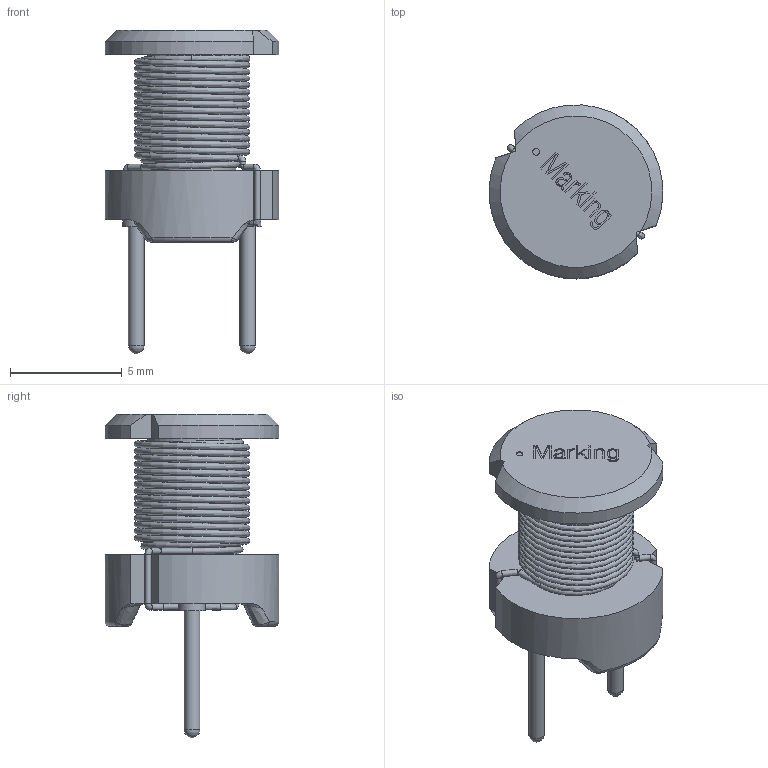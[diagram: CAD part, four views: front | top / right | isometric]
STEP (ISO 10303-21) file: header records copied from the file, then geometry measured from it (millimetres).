
FILE_DESCRIPTION(/* description */ ('Unknown'),/* implementation_level */ '2;1');
FILE_NAME(/* name */ 'L_Wurth_WE-TI_8095',/* time_stamp */ '2022-03-07T14:16:03+08:00',/* author */ ('Unknown'),/* organization */ ('Unknown'),/* preprocessor_version */ 'ST-DEVELOPER v16.7',/* originating_system */ 'Solid Edge',/* authorisation */ 'Unknown');
FILE_SCHEMA (('AUTOMOTIVE_DESIGN {1 0 10303 214 3 1 1}'));
Length unit declared in the file: millimetre
Products named in the file (2): L_Wurth_WE-TI_8095
Assembly tree (1 placements, depth 2):
  L_Wurth_WE-TI_8095
    L_Wurth_WE-TI_8095
Bounding box: 7.79 x 7.8 x 14.5 mm (x, y, z)
Volume: 259.1 mm3; surface area: 743 mm2
Topology: 1 solids, 1 shells, 153 faces, 386 edges, 250 vertices
Faces by surface type: plane 88, bspline 34, cylinder 21, torus 6, cone 2, sphere 2
Full cylindrical faces by diameter (mm): 0.27 x4, 0.271 x3, 0.3 x1, 0.7 x2, 1.2 x2, 4 x1
Entity records: 9884 total; most frequent: CARTESIAN_POINT 5486, ORIENTED_EDGE 684, DIRECTION 578, EDGE_CURVE 342, VERTEX_POINT 236, LINE 224, VECTOR 224, EDGE_LOOP 200
